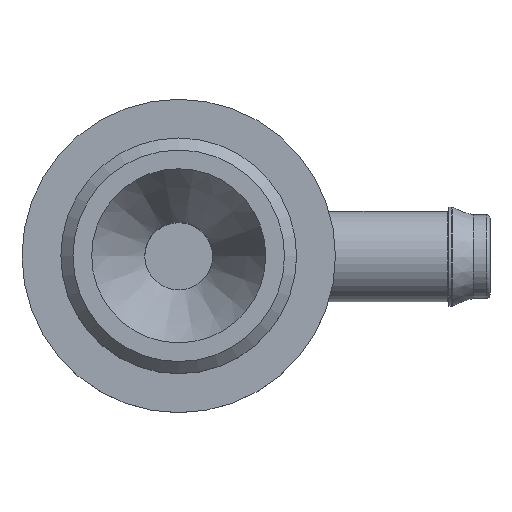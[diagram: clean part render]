
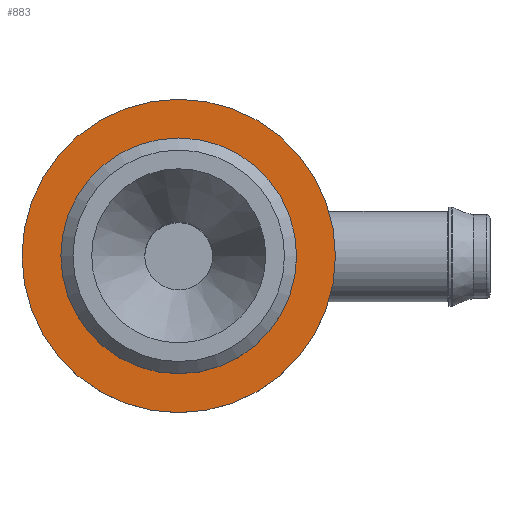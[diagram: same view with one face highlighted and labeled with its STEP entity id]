
A CAD part, top view. The second image highlights one B-rep face of the part: STEP entity #883.
In plain terms, the highlighted planar face has unit normal (0, 0, 1).
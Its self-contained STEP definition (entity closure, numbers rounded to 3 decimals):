
#46=PLANE('',#1004);
#112=CIRCLE('',#1003,7.975);
#113=CIRCLE('',#1005,11.075);
#388=ORIENTED_EDGE('',*,*,#529,.F.);
#389=ORIENTED_EDGE('',*,*,#530,.T.);
#529=EDGE_CURVE('',#615,#615,#112,.T.);
#530=EDGE_CURVE('',#616,#616,#113,.T.);
#615=VERTEX_POINT('',#1619);
#616=VERTEX_POINT('',#1622);
#710=EDGE_LOOP('',(#388));
#711=EDGE_LOOP('',(#389));
#801=FACE_BOUND('',#710,.T.);
#802=FACE_BOUND('',#711,.T.);
#883=ADVANCED_FACE('',(#801,#802),#46,.F.);
#1003=AXIS2_PLACEMENT_3D('',#1618,#1254,#1255);
#1004=AXIS2_PLACEMENT_3D('',#1620,#1256,#1257);
#1005=AXIS2_PLACEMENT_3D('',#1621,#1258,#1259);
#1254=DIRECTION('',(0.,0.,1.));
#1255=DIRECTION('',(1.,0.,0.));
#1256=DIRECTION('',(0.,0.,-1.));
#1257=DIRECTION('',(-1.,0.,0.));
#1258=DIRECTION('',(0.,0.,1.));
#1259=DIRECTION('',(1.,0.,0.));
#1618=CARTESIAN_POINT('',(0.,0.,27.35));
#1619=CARTESIAN_POINT('',(7.975,0.,27.35));
#1620=CARTESIAN_POINT('',(9.5,0.,27.35));
#1621=CARTESIAN_POINT('',(0.,0.,27.35));
#1622=CARTESIAN_POINT('',(11.075,0.,27.35));
